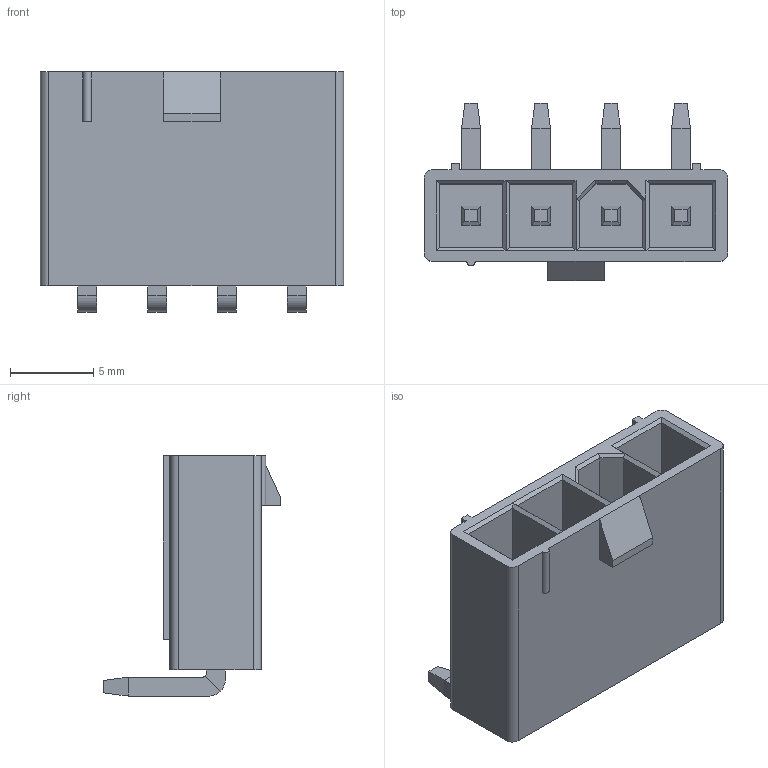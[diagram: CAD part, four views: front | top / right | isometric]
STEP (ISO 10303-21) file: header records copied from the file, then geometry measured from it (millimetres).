
FILE_DESCRIPTION (( 'STEP AP214' ), '1' );
FILE_NAME ('FWF42007-S04B22TK-REF.STEP', '2025-01-14T09:18:12', ( '' ), ( '' ), 'SwSTEP 2.0', 'SolidWorks 2021', '' );
FILE_SCHEMA (( 'AUTOMOTIVE_DESIGN' ));
Length unit declared in the file: millimetre
Products named in the file (1): FWF42007-S04B22TK-REF
Bounding box: 18.2 x 10.65 x 14.42 mm (x, y, z)
Volume: 835 mm3; surface area: 1616.2 mm2
Topology: 1 solids, 1 shells, 161 faces, 388 edges, 238 vertices
Faces by surface type: plane 148, cylinder 13
Entity records: 4582 total; most frequent: CARTESIAN_POINT 788, ORIENTED_EDGE 776, DIRECTION 754, EDGE_CURVE 388, VECTOR 346, LINE 346, VERTEX_POINT 238, AXIS2_PLACEMENT_3D 204
